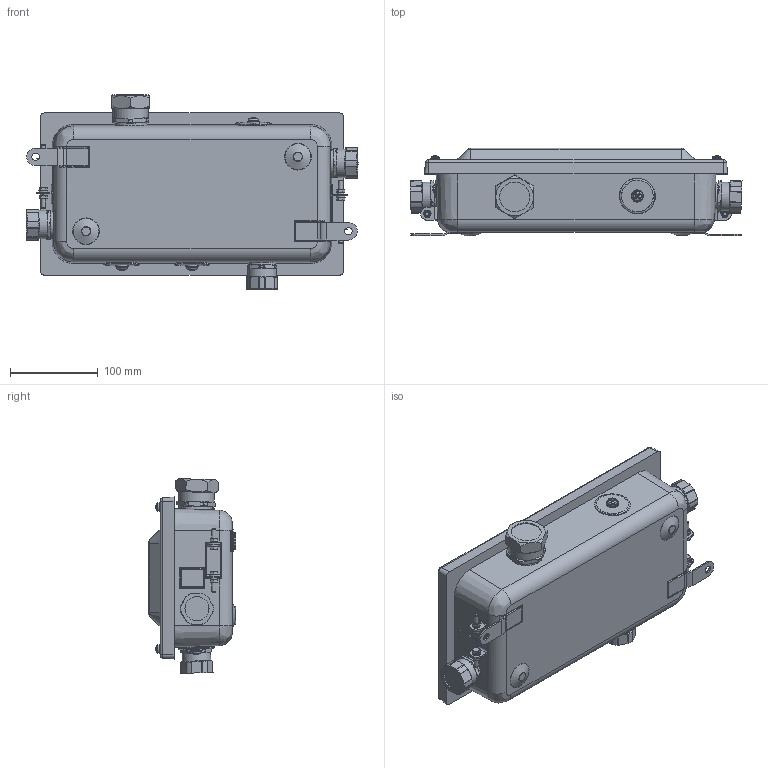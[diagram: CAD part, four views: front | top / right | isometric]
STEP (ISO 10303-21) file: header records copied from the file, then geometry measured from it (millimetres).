
FILE_DESCRIPTION(/* description */ (''),/* implementation_level */ '2;1');
FILE_NAME(/* name */ '',/* time_stamp */ '2025-07-22T16:03:00+07:00',/* author */ ('zeta-72'),/* organization */ (''),/* preprocessor_version */ 'ST-DEVELOPER v19.2',/* originating_system */ 'Autodesk Inventor 2024',/* authorisation */ '');
FILE_SCHEMA (('AUTOMOTIVE_DESIGN { 1 0 10303 214 3 1 1 }'));
Length unit declared in the file: millimetre
Products named in the file (1): ЗЭТА.030.373.000 СБ Коробка 
клеммная ККМА-20 I
P54_Упростить_1
Bounding box: 378.8 x 100 x 222.41 mm (x, y, z)
Volume: 4587521.5 mm3; surface area: 239463.1 mm2
Topology: 1 solids, 1 shells, 807 faces, 2058 edges, 1310 vertices
Faces by surface type: plane 296, cylinder 265, cone 150, torus 61, bspline 24, sphere 11
Full cylindrical faces by diameter (mm): 5 x8, 6.7 x4, 8.5 x2, 10 x8, 14 x3, 27.45 x3, 31.2 x3, 32.5 x3, 34.1 x1, 36 x3, 37.2 x1, 40.6 x1
Entity records: 26558 total; most frequent: CARTESIAN_POINT 6901, ORIENTED_EDGE 4086, DIRECTION 3829, EDGE_CURVE 2043, AXIS2_PLACEMENT_3D 1539, VERTEX_POINT 1310, EDGE_LOOP 891, FACE_OUTER_BOUND 807
